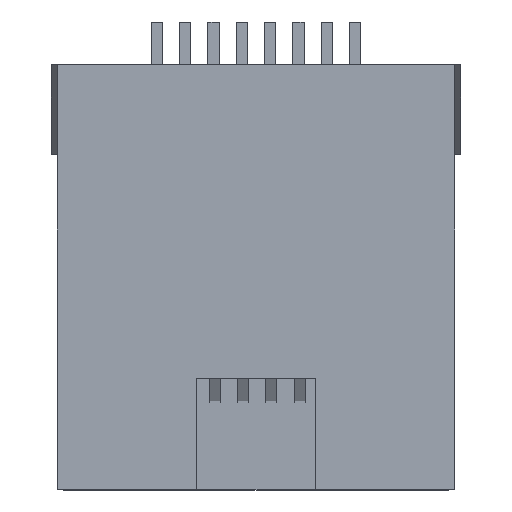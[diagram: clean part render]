
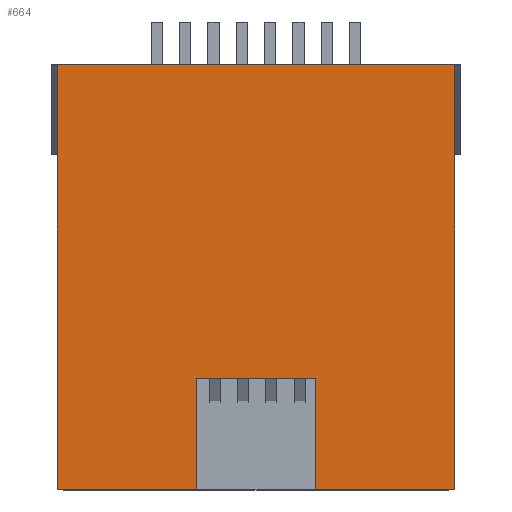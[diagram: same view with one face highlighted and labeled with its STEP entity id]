
A CAD part, top view. The second image highlights one B-rep face of the part: STEP entity #664.
In plain terms, the highlighted planar face has unit normal (0, 0, 1).
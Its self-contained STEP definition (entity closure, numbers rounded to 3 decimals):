
#177 = VERTEX_POINT('',#178);
#178 = CARTESIAN_POINT('',(0.,0.,8.6));
#184 = EDGE_CURVE('',#185,#177,#187,.T.);
#185 = VERTEX_POINT('',#186);
#186 = CARTESIAN_POINT('',(0.,15.3,8.6));
#187 = LINE('',#188,#189);
#188 = CARTESIAN_POINT('',(0.,15.3,8.6));
#189 = VECTOR('',#190,1.);
#190 = DIRECTION('',(0.,-1.,0.));
#536 = EDGE_CURVE('',#537,#185,#539,.T.);
#537 = VERTEX_POINT('',#538);
#538 = CARTESIAN_POINT('',(14.3,15.3,8.6));
#539 = LINE('',#540,#541);
#540 = CARTESIAN_POINT('',(14.3,15.3,8.6));
#541 = VECTOR('',#542,1.);
#542 = DIRECTION('',(-1.,0.,0.));
#664 = ADVANCED_FACE('',(#665),#715,.T.);
#665 = FACE_BOUND('',#666,.T.);
#666 = EDGE_LOOP('',(#667,#668,#676,#684,#692,#700,#708,#714));
#667 = ORIENTED_EDGE('',*,*,#184,.T.);
#668 = ORIENTED_EDGE('',*,*,#669,.T.);
#669 = EDGE_CURVE('',#177,#670,#672,.T.);
#670 = VERTEX_POINT('',#671);
#671 = CARTESIAN_POINT('',(5.,0.,8.6));
#672 = LINE('',#673,#674);
#673 = CARTESIAN_POINT('',(0.,0.,8.6));
#674 = VECTOR('',#675,1.);
#675 = DIRECTION('',(1.,0.,0.));
#676 = ORIENTED_EDGE('',*,*,#677,.F.);
#677 = EDGE_CURVE('',#678,#670,#680,.T.);
#678 = VERTEX_POINT('',#679);
#679 = CARTESIAN_POINT('',(5.,4.,8.6));
#680 = LINE('',#681,#682);
#681 = CARTESIAN_POINT('',(5.,4.,8.6));
#682 = VECTOR('',#683,1.);
#683 = DIRECTION('',(0.,-1.,0.));
#684 = ORIENTED_EDGE('',*,*,#685,.F.);
#685 = EDGE_CURVE('',#686,#678,#688,.T.);
#686 = VERTEX_POINT('',#687);
#687 = CARTESIAN_POINT('',(9.3,4.,8.6));
#688 = LINE('',#689,#690);
#689 = CARTESIAN_POINT('',(9.3,4.,8.6));
#690 = VECTOR('',#691,1.);
#691 = DIRECTION('',(-1.,0.,0.));
#692 = ORIENTED_EDGE('',*,*,#693,.F.);
#693 = EDGE_CURVE('',#694,#686,#696,.T.);
#694 = VERTEX_POINT('',#695);
#695 = CARTESIAN_POINT('',(9.3,0.,8.6));
#696 = LINE('',#697,#698);
#697 = CARTESIAN_POINT('',(9.3,0.,8.6));
#698 = VECTOR('',#699,1.);
#699 = DIRECTION('',(0.,1.,0.));
#700 = ORIENTED_EDGE('',*,*,#701,.T.);
#701 = EDGE_CURVE('',#694,#702,#704,.T.);
#702 = VERTEX_POINT('',#703);
#703 = CARTESIAN_POINT('',(14.3,0.,8.6));
#704 = LINE('',#705,#706);
#705 = CARTESIAN_POINT('',(0.,0.,8.6));
#706 = VECTOR('',#707,1.);
#707 = DIRECTION('',(1.,0.,0.));
#708 = ORIENTED_EDGE('',*,*,#709,.T.);
#709 = EDGE_CURVE('',#702,#537,#710,.T.);
#710 = LINE('',#711,#712);
#711 = CARTESIAN_POINT('',(14.3,0.,8.6));
#712 = VECTOR('',#713,1.);
#713 = DIRECTION('',(0.,1.,0.));
#714 = ORIENTED_EDGE('',*,*,#536,.T.);
#715 = PLANE('',#716);
#716 = AXIS2_PLACEMENT_3D('',#717,#718,#719);
#717 = CARTESIAN_POINT('',(7.15,7.65,8.6));
#718 = DIRECTION('',(0.,0.,1.));
#719 = DIRECTION('',(1.,0.,0.));
